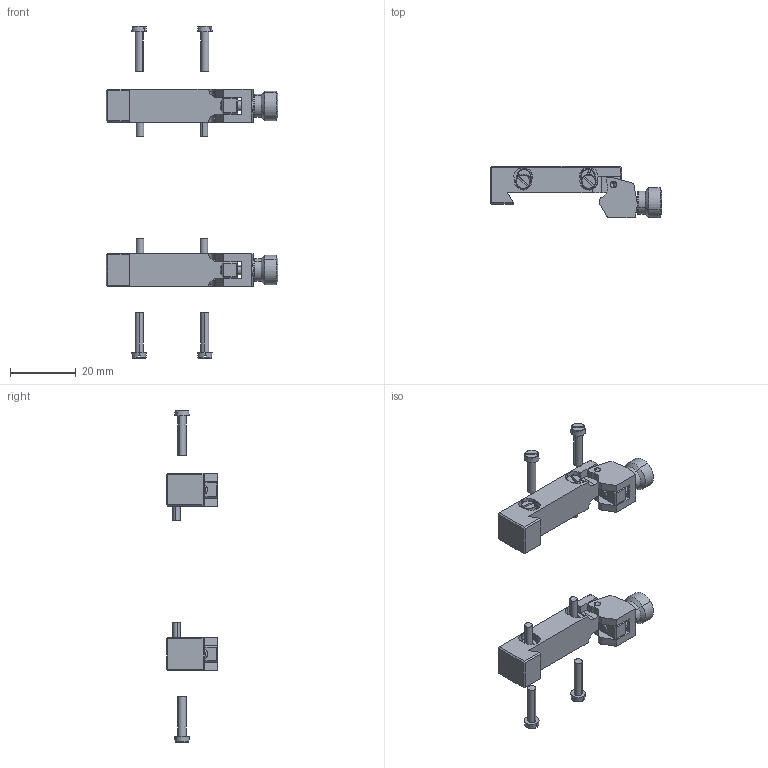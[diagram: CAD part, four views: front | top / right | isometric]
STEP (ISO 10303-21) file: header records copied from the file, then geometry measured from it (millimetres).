
FILE_DESCRIPTION (( 'STEP AP203' ), '1' );
FILE_NAME ('14.021.0011.step', '2011-11-22T09:35:10', ( '' ), ( '' ), 'SwSTEP 2.0', 'SolidWorks 2011', '' );
FILE_SCHEMA (( 'CONFIG_CONTROL_DESIGN' ));
Length unit declared in the file: millimetre
Products named in the file (1): 14.021.0011
Bounding box: 52.2 x 15.5 x 101.1 mm (x, y, z)
Volume: 8724.7 mm3; surface area: 7980 mm2
Topology: 18 solids, 18 shells, 408 faces, 1010 edges, 642 vertices
Faces by surface type: plane 212, cylinder 144, cone 36, torus 16
Entity records: 12827 total; most frequent: CARTESIAN_POINT 2909, DIRECTION 2106, ORIENTED_EDGE 2004, EDGE_CURVE 1002, AXIS2_PLACEMENT_3D 775, VERTEX_POINT 642, VECTOR 556, LINE 556
